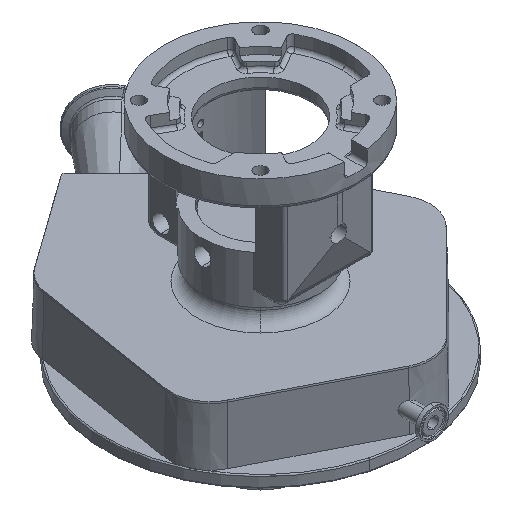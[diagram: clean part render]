
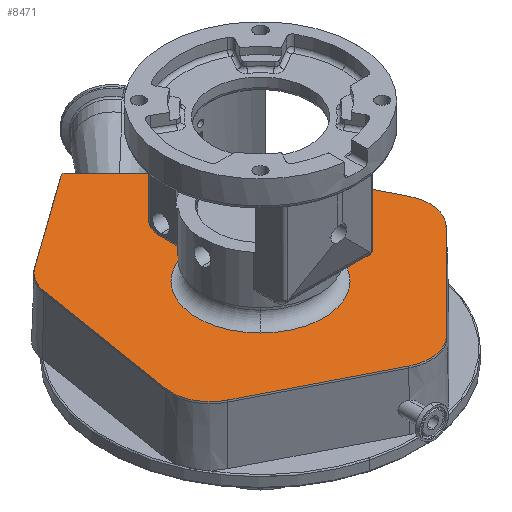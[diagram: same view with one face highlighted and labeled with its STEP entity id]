
A CAD part, isometric view. The second image highlights one B-rep face of the part: STEP entity #8471.
In plain terms, the highlighted planar face has unit normal (0, 0, 1).
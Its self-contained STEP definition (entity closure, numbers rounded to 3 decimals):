
#123 = ORIENTED_EDGE ( 'NONE', *, *, #14669, .F. ) ;
#175 = CARTESIAN_POINT ( 'NONE',  ( -87.855, 108.132, -141.5 ) ) ;
#225 = ORIENTED_EDGE ( 'NONE', *, *, #5851, .T. ) ;
#352 = DIRECTION ( 'NONE',  ( 0., 0., 1. ) ) ;
#356 = CARTESIAN_POINT ( 'NONE',  ( 121.965, -38.974, -141.5 ) ) ;
#469 = AXIS2_PLACEMENT_3D ( 'NONE', #10847, #634, #12042 ) ;
#634 = DIRECTION ( 'NONE',  ( 0., 0., 1. ) ) ;
#738 = CARTESIAN_POINT ( 'NONE',  ( 0., 0., -141.5 ) ) ;
#760 = ORIENTED_EDGE ( 'NONE', *, *, #12857, .F. ) ;
#792 = AXIS2_PLACEMENT_3D ( 'NONE', #8186, #10502, #12813 ) ;
#794 = EDGE_CURVE ( 'NONE', #10629, #14671, #13424, .T. ) ;
#797 = EDGE_CURVE ( 'NONE', #3140, #12426, #11035, .T. ) ;
#935 = ORIENTED_EDGE ( 'NONE', *, *, #12195, .F. ) ;
#1239 = VECTOR ( 'NONE', #2815, 1000. ) ;
#1275 = VECTOR ( 'NONE', #11060, 1000. ) ;
#1528 = CARTESIAN_POINT ( 'NONE',  ( 69.909, 114.814, -141.5 ) ) ;
#1604 = ORIENTED_EDGE ( 'NONE', *, *, #10141, .F. ) ;
#1726 = VECTOR ( 'NONE', #6405, 1000. ) ;
#1773 = VERTEX_POINT ( 'NONE', #6835 ) ;
#1783 = DIRECTION ( 'NONE',  ( -0.891, 0.454, 0. ) ) ;
#2135 = CARTESIAN_POINT ( 'NONE',  ( -6.769, 166.14, -141.5 ) ) ;
#2262 = CARTESIAN_POINT ( 'NONE',  ( -68.419, 80.962, -141.5 ) ) ;
#2283 = EDGE_LOOP ( 'NONE', ( #2776, #4008, #225, #4034, #8075, #7661, #935, #123, #13538, #4767, #10567, #9690, #1604, #12925 ) ) ;
#2676 = AXIS2_PLACEMENT_3D ( 'NONE', #3763, #8379, #4873 ) ;
#2776 = ORIENTED_EDGE ( 'NONE', *, *, #794, .F. ) ;
#2779 = EDGE_LOOP ( 'NONE', ( #8015, #760 ) ) ;
#2815 = DIRECTION ( 'NONE',  ( -0.707, 0.707, 0. ) ) ;
#3107 = VERTEX_POINT ( 'NONE', #11956 ) ;
#3140 = VERTEX_POINT ( 'NONE', #14251 ) ;
#3494 = EDGE_CURVE ( 'NONE', #10629, #14370, #14526, .T. ) ;
#3501 = CARTESIAN_POINT ( 'NONE',  ( -68.419, 80.962, -141.5 ) ) ;
#3548 = DIRECTION ( 'NONE',  ( 0., 0., -1. ) ) ;
#3585 = VERTEX_POINT ( 'NONE', #356 ) ;
#3637 = DIRECTION ( 'NONE',  ( 0., 0., -1. ) ) ;
#3697 = CARTESIAN_POINT ( 'NONE',  ( 123.744, 123.744, -141.5 ) ) ;
#3763 = CARTESIAN_POINT ( 'NONE',  ( -3.994, 162.261, -141.5 ) ) ;
#3769 = VERTEX_POINT ( 'NONE', #6375 ) ;
#3786 = CARTESIAN_POINT ( 'NONE',  ( -38.891, -38.891, -141.5 ) ) ;
#3843 = CIRCLE ( 'NONE', #12429, 33.406 ) ;
#3848 = FACE_OUTER_BOUND ( 'NONE', #2283, .T. ) ;
#3861 = CIRCLE ( 'NONE', #2676, 4.77 ) ;
#4008 = ORIENTED_EDGE ( 'NONE', *, *, #3494, .T. ) ;
#4034 = ORIENTED_EDGE ( 'NONE', *, *, #13571, .F. ) ;
#4194 = VERTEX_POINT ( 'NONE', #13435 ) ;
#4527 = DIRECTION ( 'NONE',  ( -0.966, -0.259, 0. ) ) ;
#4767 = ORIENTED_EDGE ( 'NONE', *, *, #6538, .F. ) ;
#4873 = DIRECTION ( 'NONE',  ( -0.707, -0.707, 0. ) ) ;
#4884 = VERTEX_POINT ( 'NONE', #2135 ) ;
#4980 = CIRCLE ( 'NONE', #469, 55. ) ;
#5015 = LINE ( 'NONE', #9564, #7701 ) ;
#5247 = EDGE_CURVE ( 'NONE', #13694, #12731, #3843, .T. ) ;
#5317 = DIRECTION ( 'NONE',  ( -0.707, -0.707, 0. ) ) ;
#5740 = VERTEX_POINT ( 'NONE', #3786 ) ;
#5786 = CARTESIAN_POINT ( 'NONE',  ( 40.305, 122.329, -141.5 ) ) ;
#5851 = EDGE_CURVE ( 'NONE', #14370, #3107, #9811, .T. ) ;
#5862 = CARTESIAN_POINT ( 'NONE',  ( -88.734, -45.017, -141.5 ) ) ;
#5901 = CIRCLE ( 'NONE', #7327, 33.406 ) ;
#5938 = DIRECTION ( 'NONE',  ( -0.707, -0.707, 0. ) ) ;
#6314 = CARTESIAN_POINT ( 'NONE',  ( 0.571, -128.013, -141.5 ) ) ;
#6375 = CARTESIAN_POINT ( 'NONE',  ( 128.115, -0.322, -141.5 ) ) ;
#6405 = DIRECTION ( 'NONE',  ( 0.451, -0.892, 0. ) ) ;
#6425 = LINE ( 'NONE', #7398, #1275 ) ;
#6459 = CARTESIAN_POINT ( 'NONE',  ( -116.993, 87.288, -141.5 ) ) ;
#6500 = EDGE_CURVE ( 'NONE', #7977, #10059, #12441, .T. ) ;
#6538 = EDGE_CURVE ( 'NONE', #12426, #7977, #10801, .T. ) ;
#6678 = FACE_BOUND ( 'NONE', #2779, .T. ) ;
#6717 = AXIS2_PLACEMENT_3D ( 'NONE', #738, #10734, #9681 ) ;
#6833 = EDGE_CURVE ( 'NONE', #14671, #3769, #7450, .T. ) ;
#6835 = CARTESIAN_POINT ( 'NONE',  ( -101.399, 86.281, -141.5 ) ) ;
#7068 = CARTESIAN_POINT ( 'NONE',  ( -92.04, 104.584, -141.5 ) ) ;
#7327 = AXIS2_PLACEMENT_3D ( 'NONE', #3501, #11464, #11328 ) ;
#7398 = CARTESIAN_POINT ( 'NONE',  ( 39.4, -121.828, -141.5 ) ) ;
#7450 = LINE ( 'NONE', #13206, #1726 ) ;
#7661 = ORIENTED_EDGE ( 'NONE', *, *, #5247, .F. ) ;
#7701 = VECTOR ( 'NONE', #14041, 1000. ) ;
#7853 = DIRECTION ( 'NONE',  ( 0., 0., -1. ) ) ;
#7977 = VERTEX_POINT ( 'NONE', #11270 ) ;
#8015 = ORIENTED_EDGE ( 'NONE', *, *, #9064, .F. ) ;
#8075 = ORIENTED_EDGE ( 'NONE', *, *, #12297, .F. ) ;
#8085 = VECTOR ( 'NONE', #4527, 1000. ) ;
#8093 = DIRECTION ( 'NONE',  ( -0.707, -0.707, 0. ) ) ;
#8186 = CARTESIAN_POINT ( 'NONE',  ( 15.737, -98.248, -141.5 ) ) ;
#8379 = DIRECTION ( 'NONE',  ( 0., 0., -1. ) ) ;
#8471 = ADVANCED_FACE ( 'NONE', ( #6678, #3848 ), #13914, .T. ) ;
#8627 = CARTESIAN_POINT ( 'NONE',  ( 81.317, 81.317, -141.5 ) ) ;
#8636 = LINE ( 'NONE', #6459, #14002 ) ;
#9064 = EDGE_CURVE ( 'NONE', #5740, #4194, #9823, .T. ) ;
#9509 = CARTESIAN_POINT ( 'NONE',  ( 0.571, -128.013, -141.5 ) ) ;
#9564 = CARTESIAN_POINT ( 'NONE',  ( -127.433, -75.16, -141.5 ) ) ;
#9603 = AXIS2_PLACEMENT_3D ( 'NONE', #13855, #3637, #5938 ) ;
#9681 = DIRECTION ( 'NONE',  ( -0.707, -0.707, 0. ) ) ;
#9690 = ORIENTED_EDGE ( 'NONE', *, *, #14723, .F. ) ;
#9811 = LINE ( 'NONE', #8627, #1239 ) ;
#9823 = CIRCLE ( 'NONE', #6717, 55. ) ;
#10059 = VERTEX_POINT ( 'NONE', #10279 ) ;
#10141 = EDGE_CURVE ( 'NONE', #3769, #3585, #10288, .T. ) ;
#10279 = CARTESIAN_POINT ( 'NONE',  ( -121.714, -39.699, -141.5 ) ) ;
#10288 = CIRCLE ( 'NONE', #11707, 33.406 ) ;
#10502 = DIRECTION ( 'NONE',  ( 0., 0., -1. ) ) ;
#10530 = AXIS2_PLACEMENT_3D ( 'NONE', #5862, #13785, #12887 ) ;
#10567 = ORIENTED_EDGE ( 'NONE', *, *, #797, .F. ) ;
#10629 = VERTEX_POINT ( 'NONE', #13649 ) ;
#10734 = DIRECTION ( 'NONE',  ( 0., 0., 1. ) ) ;
#10801 = LINE ( 'NONE', #6314, #13152 ) ;
#10847 = CARTESIAN_POINT ( 'NONE',  ( 0., 0., -141.5 ) ) ;
#11018 = DIRECTION ( 'NONE',  ( 0.813, 0.582, 0. ) ) ;
#11035 = CIRCLE ( 'NONE', #792, 33.406 ) ;
#11060 = DIRECTION ( 'NONE',  ( -0.706, -0.708, 0. ) ) ;
#11270 = CARTESIAN_POINT ( 'NONE',  ( -103.9, -74.782, -141.5 ) ) ;
#11328 = DIRECTION ( 'NONE',  ( -0.707, -0.707, 0. ) ) ;
#11464 = DIRECTION ( 'NONE',  ( 0., 0., -1. ) ) ;
#11707 = AXIS2_PLACEMENT_3D ( 'NONE', #13762, #3548, #8093 ) ;
#11754 = DIRECTION ( 'NONE',  ( -0.707, -0.707, 0. ) ) ;
#11956 = CARTESIAN_POINT ( 'NONE',  ( -4.38, 167.015, -141.5 ) ) ;
#12042 = DIRECTION ( 'NONE',  ( -0.707, -0.707, 0. ) ) ;
#12195 = EDGE_CURVE ( 'NONE', #1773, #13694, #5901, .T. ) ;
#12297 = EDGE_CURVE ( 'NONE', #12731, #4884, #8636, .T. ) ;
#12426 = VERTEX_POINT ( 'NONE', #9509 ) ;
#12429 = AXIS2_PLACEMENT_3D ( 'NONE', #2262, #7853, #5317 ) ;
#12441 = CIRCLE ( 'NONE', #10530, 33.406 ) ;
#12731 = VERTEX_POINT ( 'NONE', #175 ) ;
#12813 = DIRECTION ( 'NONE',  ( -0.707, -0.707, 0. ) ) ;
#12857 = EDGE_CURVE ( 'NONE', #4194, #5740, #4980, .T. ) ;
#12887 = DIRECTION ( 'NONE',  ( -0.707, -0.707, 0. ) ) ;
#12925 = ORIENTED_EDGE ( 'NONE', *, *, #6833, .F. ) ;
#13152 = VECTOR ( 'NONE', #1783, 1000. ) ;
#13206 = CARTESIAN_POINT ( 'NONE',  ( 144.669, -33.067, -141.5 ) ) ;
#13424 = CIRCLE ( 'NONE', #9603, 33.406 ) ;
#13435 = CARTESIAN_POINT ( 'NONE',  ( 38.891, 38.891, -141.5 ) ) ;
#13538 = ORIENTED_EDGE ( 'NONE', *, *, #6500, .F. ) ;
#13571 = EDGE_CURVE ( 'NONE', #4884, #3107, #3861, .T. ) ;
#13649 = CARTESIAN_POINT ( 'NONE',  ( 58.944, 127.324, -141.5 ) ) ;
#13694 = VERTEX_POINT ( 'NONE', #7068 ) ;
#13762 = CARTESIAN_POINT ( 'NONE',  ( 98.302, -15.394, -141.5 ) ) ;
#13785 = DIRECTION ( 'NONE',  ( 0., 0., -1. ) ) ;
#13855 = CARTESIAN_POINT ( 'NONE',  ( 40.096, 99.742, -141.5 ) ) ;
#13914 = PLANE ( 'NONE',  #14554 ) ;
#14002 = VECTOR ( 'NONE', #11018, 1000. ) ;
#14041 = DIRECTION ( 'NONE',  ( 0.159, 0.987, 0. ) ) ;
#14251 = CARTESIAN_POINT ( 'NONE',  ( 39.4, -121.828, -141.5 ) ) ;
#14370 = VERTEX_POINT ( 'NONE', #5786 ) ;
#14526 = LINE ( 'NONE', #14738, #8085 ) ;
#14554 = AXIS2_PLACEMENT_3D ( 'NONE', #3697, #352, #11754 ) ;
#14669 = EDGE_CURVE ( 'NONE', #10059, #1773, #5015, .T. ) ;
#14671 = VERTEX_POINT ( 'NONE', #1528 ) ;
#14723 = EDGE_CURVE ( 'NONE', #3585, #3140, #6425, .T. ) ;
#14738 = CARTESIAN_POINT ( 'NONE',  ( 118.508, 143.284, -141.5 ) ) ;
